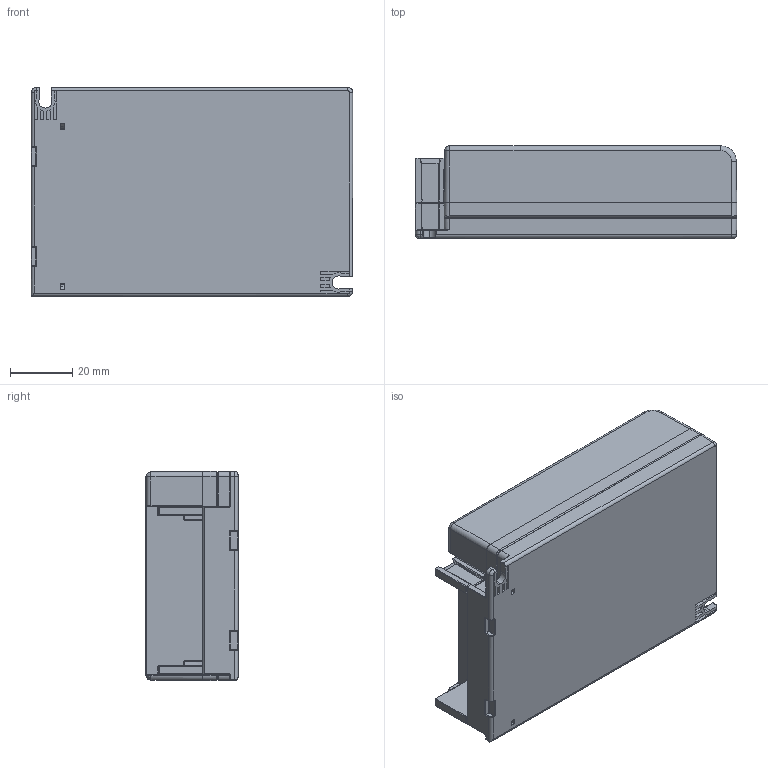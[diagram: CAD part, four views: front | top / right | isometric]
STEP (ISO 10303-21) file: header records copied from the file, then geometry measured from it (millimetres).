
FILE_DESCRIPTION (( 'STEP AP203' ), '1' );
FILE_NAME ('OT FIT 75W.STEP', '2019-02-13T05:52:45', ( '' ), ( '' ), 'SwSTEP 2.0', 'SolidWorks 2017', '' );
FILE_SCHEMA (( 'CONFIG_CONTROL_DESIGN' ));
Products named in the file (4): 3716335swm000_Standard; OT FIT 75W; 3716330swm000_Standard; 1q1-3688947-en-01_Standard
Assembly tree (3 placements, depth 2):
  OT FIT 75W
    3716330swm000_Standard
    1q1-3688947-en-01_Standard
    3716335swm000_Standard
Bounding box: 103 x 29.5 x 67 mm (x, y, z)
Volume: 47019.9 mm3; surface area: 59323 mm2
Topology: 3 solids, 3 shells, 2423 faces, 6166 edges, 3813 vertices
Faces by surface type: plane 826, bspline 822, cylinder 756, cone 19
Entity records: 104193 total; most frequent: CARTESIAN_POINT 50742, ORIENTED_EDGE 12246, DIRECTION 8914, EDGE_CURVE 6123, VERTEX_POINT 3813, VECTOR 3256, LINE 3256, AXIS2_PLACEMENT_3D 2829
